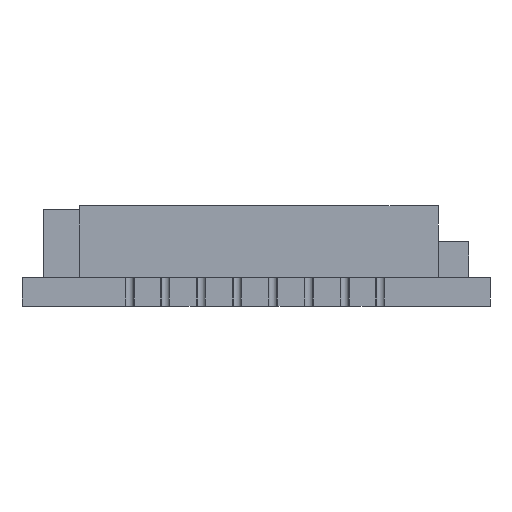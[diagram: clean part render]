
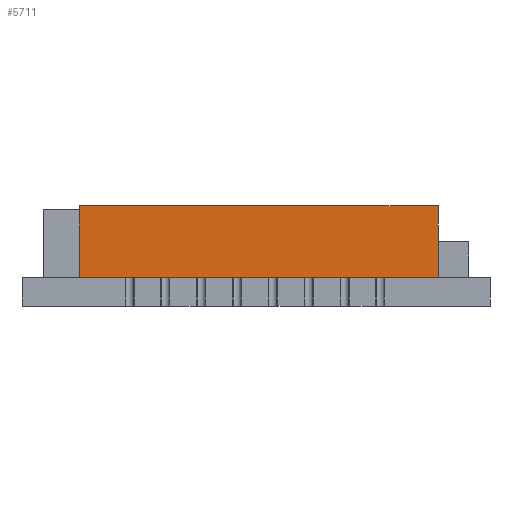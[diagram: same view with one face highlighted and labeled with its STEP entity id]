
A CAD part, front view. The second image highlights one B-rep face of the part: STEP entity #5711.
In plain terms, the highlighted planar face has unit normal (0, -1, 0).
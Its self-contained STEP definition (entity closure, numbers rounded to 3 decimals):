
#862=FACE_OUTER_BOUND('',#1179,.T.);
#1179=EDGE_LOOP('',(#5261,#5262,#5263,#5264));
#1489=LINE('',#10337,#1994);
#1554=LINE('',#10560,#2059);
#1685=LINE('',#10882,#2190);
#1688=LINE('',#10887,#2193);
#1994=VECTOR('',#6412,1.);
#2059=VECTOR('',#6589,1.);
#2190=VECTOR('',#6942,1.);
#2193=VECTOR('',#6949,1.);
#2572=VERTEX_POINT('',#10335);
#2573=VERTEX_POINT('',#10336);
#2672=VERTEX_POINT('',#10553);
#2675=VERTEX_POINT('',#10558);
#3323=EDGE_CURVE('',#2572,#2573,#1489,.T.);
#3434=EDGE_CURVE('',#2675,#2672,#1554,.T.);
#3595=EDGE_CURVE('',#2672,#2572,#1685,.T.);
#3598=EDGE_CURVE('',#2675,#2573,#1688,.T.);
#5261=ORIENTED_EDGE('',*,*,#3434,.F.);
#5262=ORIENTED_EDGE('',*,*,#3598,.T.);
#5263=ORIENTED_EDGE('',*,*,#3323,.F.);
#5264=ORIENTED_EDGE('',*,*,#3595,.F.);
#5411=PLANE('',#5958);
#5711=ADVANCED_FACE('',(#862),#5411,.T.);
#5958=AXIS2_PLACEMENT_3D('',#10888,#6950,#6951);
#6412=DIRECTION('',(1.,0.,0.));
#6589=DIRECTION('',(-1.,0.,0.));
#6942=DIRECTION('',(0.,0.,1.));
#6949=DIRECTION('',(0.,0.,1.));
#6950=DIRECTION('center_axis',(0.,-1.,0.));
#6951=DIRECTION('ref_axis',(1.,0.,0.));
#10335=CARTESIAN_POINT('',(1.6,1.448,2.8));
#10336=CARTESIAN_POINT('',(11.608,1.448,2.8));
#10337=CARTESIAN_POINT('',(11.608,1.448,2.8));
#10553=CARTESIAN_POINT('',(1.6,1.448,0.8));
#10558=CARTESIAN_POINT('',(11.608,1.448,0.8));
#10560=CARTESIAN_POINT('',(4.064,1.448,0.8));
#10882=CARTESIAN_POINT('',(1.6,1.448,0.8));
#10887=CARTESIAN_POINT('',(11.608,1.448,0.8));
#10888=CARTESIAN_POINT('Origin',(1.6,1.448,0.8));
